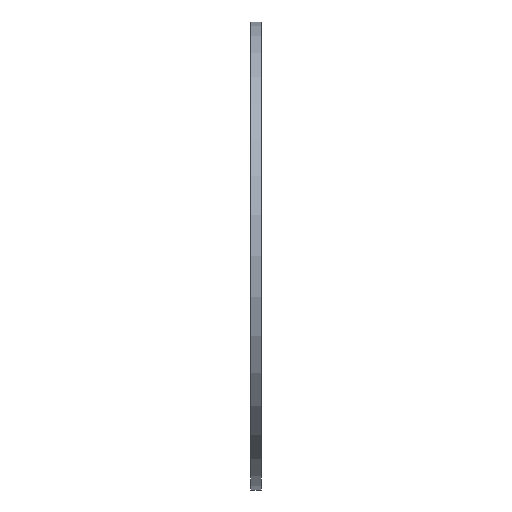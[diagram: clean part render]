
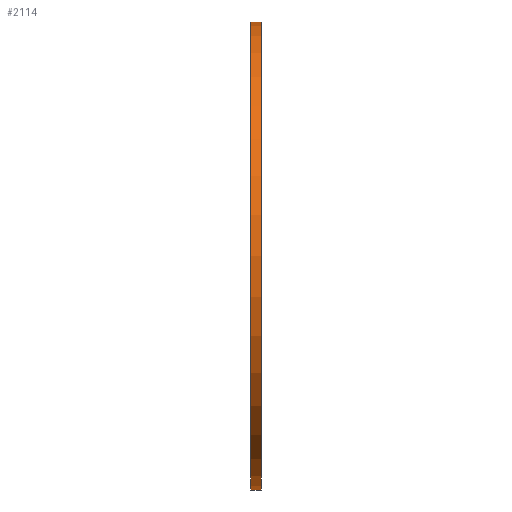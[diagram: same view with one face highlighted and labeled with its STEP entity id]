
A CAD part, left-side view. The second image highlights one B-rep face of the part: STEP entity #2114.
In plain terms, the highlighted cylindrical face has radius 70 mm (diameter 140 mm), a partial arc.
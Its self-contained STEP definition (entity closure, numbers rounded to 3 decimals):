
#93 = AXIS2_PLACEMENT_3D ( 'NONE', #121, #986, #2761 ) ;
#121 = CARTESIAN_POINT ( 'NONE',  ( 0., -1.5, 0. ) ) ;
#273 = CARTESIAN_POINT ( 'NONE',  ( 0., 1.5, 70. ) ) ;
#463 = DIRECTION ( 'NONE',  ( 0., 1., 0. ) ) ;
#504 = EDGE_CURVE ( 'NONE', #1035, #1280, #2212, .T. ) ;
#510 = ORIENTED_EDGE ( 'NONE', *, *, #2020, .T. ) ;
#516 = EDGE_LOOP ( 'NONE', ( #1015, #1933, #510, #1319 ) ) ;
#662 = DIRECTION ( 'NONE',  ( 0., 1., 0. ) ) ;
#699 = CARTESIAN_POINT ( 'NONE',  ( 0., -1.5, 0. ) ) ;
#711 = DIRECTION ( 'NONE',  ( 0., 1., 0. ) ) ;
#719 = CARTESIAN_POINT ( 'NONE',  ( 0., -1.5, -70. ) ) ;
#914 = CARTESIAN_POINT ( 'NONE',  ( 0., 1.5, 0. ) ) ;
#925 = LINE ( 'NONE', #2217, #943 ) ;
#943 = VECTOR ( 'NONE', #711, 1000. ) ;
#986 = DIRECTION ( 'NONE',  ( 0., 1., 0. ) ) ;
#1015 = ORIENTED_EDGE ( 'NONE', *, *, #504, .F. ) ;
#1035 = VERTEX_POINT ( 'NONE', #1405 ) ;
#1087 = VECTOR ( 'NONE', #1568, 1000. ) ;
#1280 = VERTEX_POINT ( 'NONE', #2768 ) ;
#1319 = ORIENTED_EDGE ( 'NONE', *, *, #2053, .F. ) ;
#1405 = CARTESIAN_POINT ( 'NONE',  ( 0., -1.5, -70. ) ) ;
#1440 = VERTEX_POINT ( 'NONE', #1608 ) ;
#1487 = CIRCLE ( 'NONE', #2732, 70. ) ;
#1521 = DIRECTION ( 'NONE',  ( 0., 0., 1. ) ) ;
#1568 = DIRECTION ( 'NONE',  ( 0., 1., 0. ) ) ;
#1608 = CARTESIAN_POINT ( 'NONE',  ( 0., -1.5, 70. ) ) ;
#1850 = AXIS2_PLACEMENT_3D ( 'NONE', #699, #463, #2177 ) ;
#1933 = ORIENTED_EDGE ( 'NONE', *, *, #2518, .T. ) ;
#2004 = CIRCLE ( 'NONE', #93, 70. ) ;
#2020 = EDGE_CURVE ( 'NONE', #1440, #2364, #925, .T. ) ;
#2053 = EDGE_CURVE ( 'NONE', #1280, #2364, #1487, .T. ) ;
#2114 = ADVANCED_FACE ( 'NONE', ( #2626 ), #2420, .T. ) ;
#2177 = DIRECTION ( 'NONE',  ( 0., 0., 1. ) ) ;
#2212 = LINE ( 'NONE', #719, #1087 ) ;
#2217 = CARTESIAN_POINT ( 'NONE',  ( 0., -1.5, 70. ) ) ;
#2364 = VERTEX_POINT ( 'NONE', #273 ) ;
#2420 = CYLINDRICAL_SURFACE ( 'NONE', #1850, 70. ) ;
#2518 = EDGE_CURVE ( 'NONE', #1035, #1440, #2004, .T. ) ;
#2626 = FACE_OUTER_BOUND ( 'NONE', #516, .T. ) ;
#2732 = AXIS2_PLACEMENT_3D ( 'NONE', #914, #662, #1521 ) ;
#2761 = DIRECTION ( 'NONE',  ( 0., 0., 1. ) ) ;
#2768 = CARTESIAN_POINT ( 'NONE',  ( 0., 1.5, -70. ) ) ;
